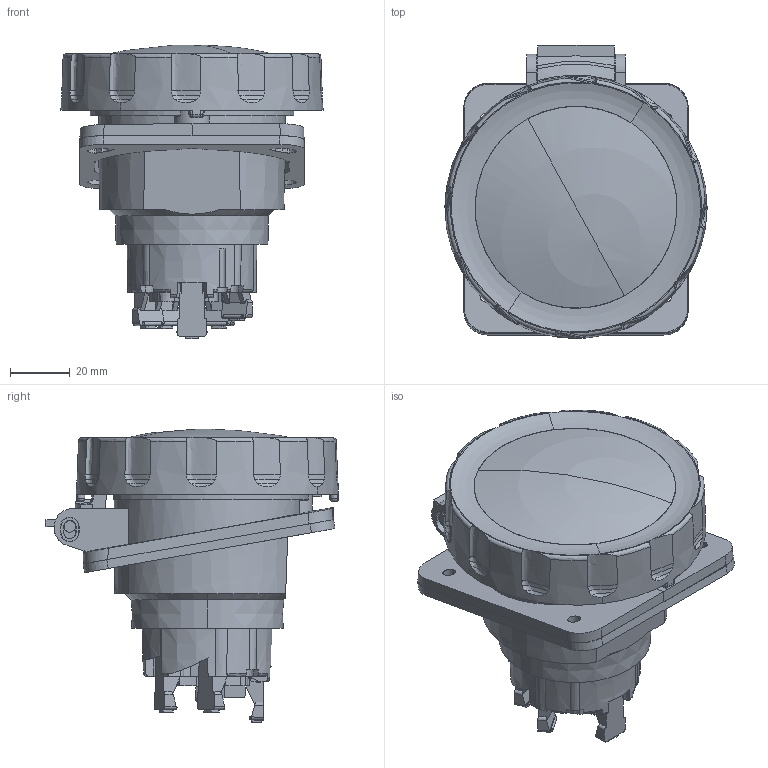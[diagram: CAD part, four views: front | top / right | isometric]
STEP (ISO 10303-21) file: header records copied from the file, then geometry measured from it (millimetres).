
FILE_DESCRIPTION((''),'2;1');
FILE_NAME('GW62232FH_SW0002','2020-10-08T11:58:01',('User'),('Axiro Italia'),'CREO PARAMETRIC BY PTC INC, 2020074','CREO PARAMETRIC BY PTC INC, 2020074','');
FILE_SCHEMA(('CONFIG_CONTROL_DESIGN'));
Length unit declared in the file: millimetre
Products named in the file (1): GW62232FH_SW0002
Bounding box: 87.7 x 98.1 x 98.32 mm (x, y, z)
Volume: 284258 mm3; surface area: 45072.8 mm2
Topology: 1 solids, 1 shells, 909 faces, 2757 edges, 1837 vertices
Faces by surface type: plane 499, cylinder 204, bspline 98, torus 55, cone 45, sphere 6, extrusion 2
Entity records: 39015 total; most frequent: CARTESIAN_POINT 15985, ORIENTED_EDGE 5510, DIRECTION 3779, EDGE_CURVE 2755, VERTEX_POINT 1837, VECTOR 1507, LINE 1505, AXIS2_PLACEMENT_3D 1136
